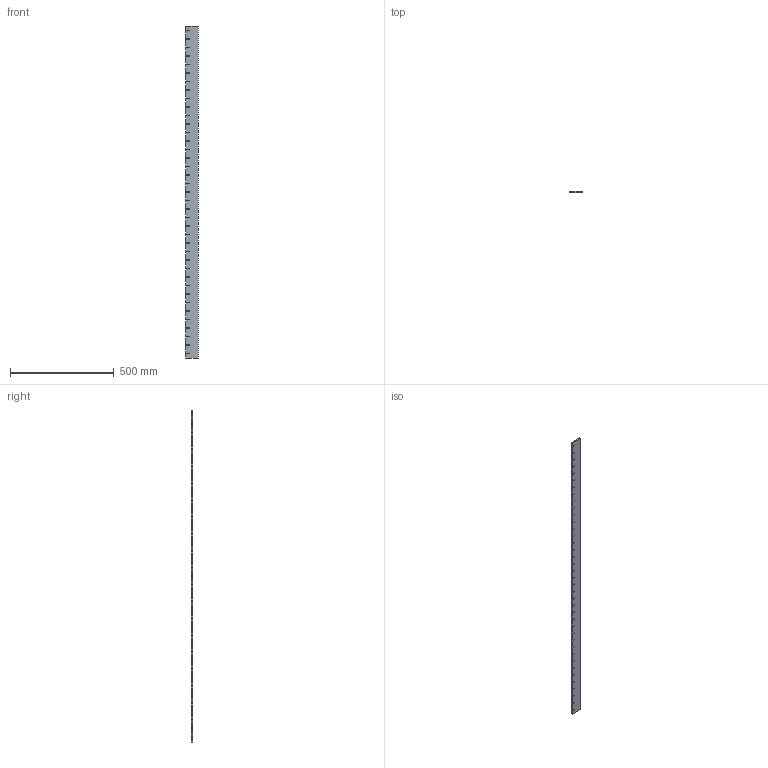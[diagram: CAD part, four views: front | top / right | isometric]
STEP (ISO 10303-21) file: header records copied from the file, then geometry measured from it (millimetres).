
FILE_DESCRIPTION(/* description */ (''),/* implementation_level */ '2;1');
FILE_NAME(/* name */ 'Support Flat.stp',/* time_stamp */ '2022-02-16T15:17:51+02:00',/* author */ ('Server PC'),/* organization */ (''),/* preprocessor_version */ 'ST-DEVELOPER v18.1',/* originating_system */ 'Autodesk Inventor 2022',/* authorisation */ '');
FILE_SCHEMA (('AUTOMOTIVE_DESIGN { 1 0 10303 214 3 1 1 }'));
Length unit declared in the file: millimetre
Products named in the file (1): Support Flat
Bounding box: 60 x 6 x 1600 mm (x, y, z)
Volume: 561960 mm3; surface area: 216600 mm2
Topology: 1 solids, 1 shells, 162 faces, 480 edges, 320 vertices
Faces by surface type: plane 162
Entity records: 5345 total; most frequent: CARTESIAN_POINT 963, ORIENTED_EDGE 960, DIRECTION 806, LINE 480, VECTOR 480, EDGE_CURVE 480, VERTEX_POINT 320, AXIS2_PLACEMENT_3D 163
